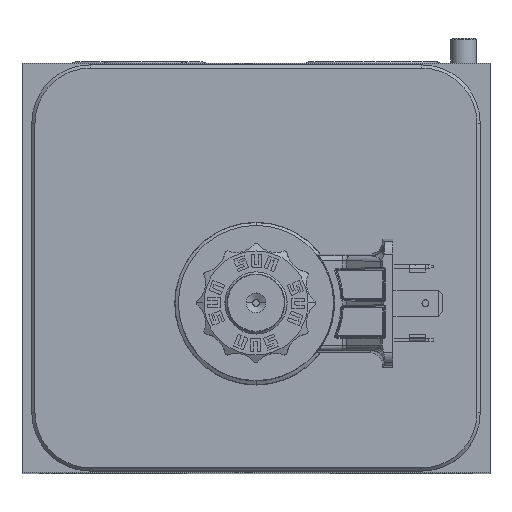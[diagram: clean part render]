
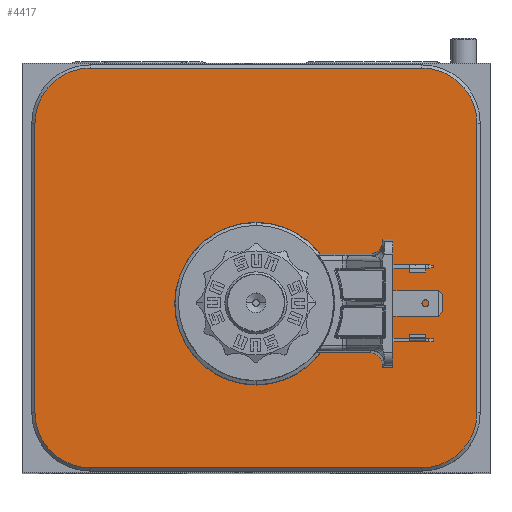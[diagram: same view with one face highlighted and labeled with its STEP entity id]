
A CAD part, top view. The second image highlights one B-rep face of the part: STEP entity #4417.
In plain terms, the highlighted planar face has unit normal (0, 0, 1).
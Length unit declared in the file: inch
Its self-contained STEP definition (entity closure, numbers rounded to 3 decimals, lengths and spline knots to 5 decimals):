
#75=CARTESIAN_POINT('',(0.656,-3.359,6.438));
#76=DIRECTION('',(0.,0.,-1.));
#77=DIRECTION('',(0.,-1.,0.));
#78=AXIS2_PLACEMENT_3D('',#75,#76,#77);
#89=CARTESIAN_POINT('',(2.25,-2.312,6.438));
#90=DIRECTION('',(0.,0.,-1.));
#91=DIRECTION('',(-1.,0.,0.));
#92=AXIS2_PLACEMENT_3D('',#89,#90,#91);
#94=CARTESIAN_POINT('',(2.25,-2.312,6.438));
#95=DIRECTION('',(0.,0.,-1.));
#96=DIRECTION('',(1.,0.,0.));
#97=AXIS2_PLACEMENT_3D('',#94,#95,#96);
#99=DIRECTION('',(0.,1.,0.));
#100=VECTOR('',#99,2.781);
#101=CARTESIAN_POINT('',(0.125,-3.359,6.438));
#102=LINE('',#101,#100);
#119=CARTESIAN_POINT('',(0.656,-0.578,6.438));
#120=DIRECTION('',(0.,0.,-1.));
#121=DIRECTION('',(-1.,0.,0.));
#122=AXIS2_PLACEMENT_3D('',#119,#120,#121);
#137=DIRECTION('',(1.,0.,0.));
#138=VECTOR('',#137,3.188);
#139=CARTESIAN_POINT('',(0.656,-0.047,6.438));
#140=LINE('',#139,#138);
#153=CARTESIAN_POINT('',(3.844,-0.578,6.438));
#154=DIRECTION('',(0.,0.,-1.));
#155=DIRECTION('',(0.,1.,0.));
#156=AXIS2_PLACEMENT_3D('',#153,#154,#155);
#167=DIRECTION('',(0.,-1.,0.));
#168=VECTOR('',#167,2.781);
#169=CARTESIAN_POINT('',(4.375,-0.578,6.438));
#170=LINE('',#169,#168);
#187=CARTESIAN_POINT('',(3.844,-3.359,6.438));
#188=DIRECTION('',(0.,0.,-1.));
#189=DIRECTION('',(1.,0.,0.));
#190=AXIS2_PLACEMENT_3D('',#187,#188,#189);
#201=DIRECTION('',(-1.,0.,0.));
#202=VECTOR('',#201,3.188);
#203=CARTESIAN_POINT('',(3.844,-3.89,6.438));
#204=LINE('',#203,#202);
#3790=CARTESIAN_POINT('',(0.656,-0.047,6.438));
#3791=CARTESIAN_POINT('',(3.844,-0.047,6.438));
#3792=VERTEX_POINT('',#3790);
#3793=VERTEX_POINT('',#3791);
#3798=CARTESIAN_POINT('',(4.375,-0.578,6.438));
#3799=VERTEX_POINT('',#3798);
#3802=CARTESIAN_POINT('',(4.375,-3.359,6.438));
#3803=VERTEX_POINT('',#3802);
#3806=CARTESIAN_POINT('',(3.844,-3.89,6.438));
#3807=VERTEX_POINT('',#3806);
#3810=CARTESIAN_POINT('',(0.656,-3.89,6.438));
#3811=VERTEX_POINT('',#3810);
#3814=CARTESIAN_POINT('',(0.125,-3.359,6.438));
#3815=VERTEX_POINT('',#3814);
#3818=CARTESIAN_POINT('',(0.125,-0.578,6.438));
#3819=VERTEX_POINT('',#3818);
#3862=CARTESIAN_POINT('',(1.468,-2.312,6.438));
#3863=CARTESIAN_POINT('',(3.032,-2.312,6.438));
#3864=VERTEX_POINT('',#3862);
#3865=VERTEX_POINT('',#3863);
#4389=CARTESIAN_POINT('',(0.,0.,6.438));
#4390=DIRECTION('',(0.,0.,1.));
#4391=DIRECTION('',(1.,0.,0.));
#4392=AXIS2_PLACEMENT_3D('',#4389,#4390,#4391);
#4393=PLANE('',#4392);
#4394=ORIENTED_EDGE('',*,*,#4379,.T.);
#4396=ORIENTED_EDGE('',*,*,#4395,.T.);
#4398=ORIENTED_EDGE('',*,*,#4397,.T.);
#4400=ORIENTED_EDGE('',*,*,#4399,.T.);
#4402=ORIENTED_EDGE('',*,*,#4401,.T.);
#4404=ORIENTED_EDGE('',*,*,#4403,.T.);
#4406=ORIENTED_EDGE('',*,*,#4405,.T.);
#4408=ORIENTED_EDGE('',*,*,#4407,.T.);
#4409=EDGE_LOOP('',(#4394,#4396,#4398,#4400,#4402,#4404,#4406,#4408));
#4410=FACE_OUTER_BOUND('',#4409,.F.);
#4412=ORIENTED_EDGE('',*,*,#4411,.F.);
#4414=ORIENTED_EDGE('',*,*,#4413,.F.);
#4415=EDGE_LOOP('',(#4412,#4414));
#4416=FACE_BOUND('',#4415,.F.);
#4417=ADVANCED_FACE('',(#4410,#4416),#4393,.T.);
#79=CIRCLE('',#78,0.531);
#93=CIRCLE('',#92,0.782);
#98=CIRCLE('',#97,0.782);
#123=CIRCLE('',#122,0.531);
#157=CIRCLE('',#156,0.531);
#191=CIRCLE('',#190,0.531);
#4379=EDGE_CURVE('',#3811,#3815,#79,.T.);
#4395=EDGE_CURVE('',#3815,#3819,#102,.T.);
#4397=EDGE_CURVE('',#3819,#3792,#123,.T.);
#4399=EDGE_CURVE('',#3792,#3793,#140,.T.);
#4401=EDGE_CURVE('',#3793,#3799,#157,.T.);
#4403=EDGE_CURVE('',#3799,#3803,#170,.T.);
#4405=EDGE_CURVE('',#3803,#3807,#191,.T.);
#4407=EDGE_CURVE('',#3807,#3811,#204,.T.);
#4411=EDGE_CURVE('',#3864,#3865,#93,.T.);
#4413=EDGE_CURVE('',#3865,#3864,#98,.T.);
